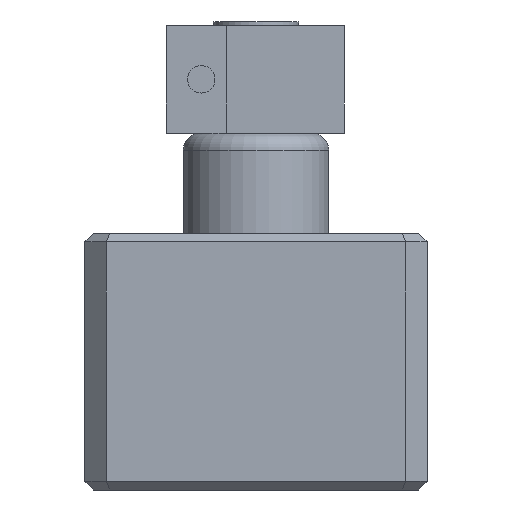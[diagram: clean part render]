
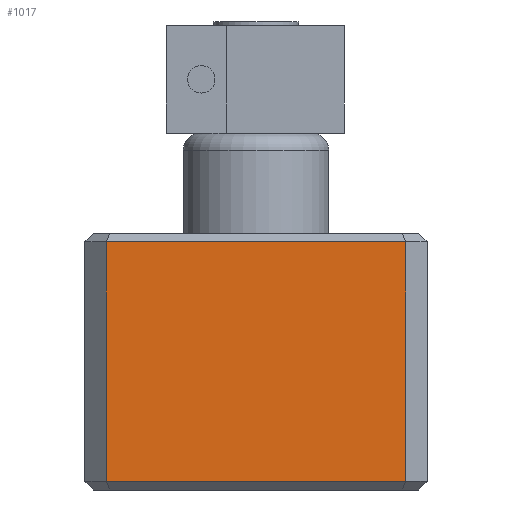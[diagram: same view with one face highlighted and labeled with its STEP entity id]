
A CAD part, front view. The second image highlights one B-rep face of the part: STEP entity #1017.
In plain terms, the highlighted planar face has unit normal (0, -1, 0).
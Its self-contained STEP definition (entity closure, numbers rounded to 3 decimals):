
#927 = EDGE_CURVE ( 'NONE', #928, #1060, #5057, .T. ) ;
#928 = VERTEX_POINT ( 'NONE', #5059 ) ;
#934 = EDGE_CURVE ( 'NONE', #1060, #1082, #5050, .T. ) ;
#1006 = EDGE_LOOP ( 'NONE', ( #1019, #1061, #1084, #1020 ) ) ;
#1017 = ADVANCED_FACE ( 'NONE', ( #5195 ), #5197, .F. ) ;
#1019 = ORIENTED_EDGE ( 'NONE', *, *, #927, .T. ) ;
#1020 = ORIENTED_EDGE ( 'NONE', *, *, #1024, .T. ) ;
#1021 = EDGE_CURVE ( 'NONE', #1081, #1082, #5164, .T. ) ;
#1024 = EDGE_CURVE ( 'NONE', #1081, #928, #5154, .T. ) ;
#1060 = VERTEX_POINT ( 'NONE', #5362 ) ;
#1061 = ORIENTED_EDGE ( 'NONE', *, *, #934, .T. ) ;
#1081 = VERTEX_POINT ( 'NONE', #5310 ) ;
#1082 = VERTEX_POINT ( 'NONE', #5265 ) ;
#1084 = ORIENTED_EDGE ( 'NONE', *, *, #1021, .F. ) ;
#5047 = DIRECTION ( 'NONE',  ( 1., 0., 0. ) ) ;
#5048 = VECTOR ( 'NONE', #5047, 1000. ) ;
#5049 = CARTESIAN_POINT ( 'NONE',  ( 17.5, 0., -14. ) ) ;
#5050 = LINE ( 'NONE', #5049, #5048 ) ;
#5054 = DIRECTION ( 'NONE',  ( 0., 0., -1. ) ) ;
#5055 = VECTOR ( 'NONE', #5054, 1000. ) ;
#5056 = CARTESIAN_POINT ( 'NONE',  ( -17.5, 0., 15. ) ) ;
#5057 = LINE ( 'NONE', #5056, #5055 ) ;
#5059 = CARTESIAN_POINT ( 'NONE',  ( -17.5, 0., 14. ) ) ;
#5134 = DIRECTION ( 'NONE',  ( 0., 0., 1. ) ) ;
#5135 = DIRECTION ( 'NONE',  ( 0., 1., 0. ) ) ;
#5136 = CARTESIAN_POINT ( 'NONE',  ( -17.5, 0., 15. ) ) ;
#5137 = AXIS2_PLACEMENT_3D ( 'NONE', #5136, #5135, #5134 ) ;
#5151 = DIRECTION ( 'NONE',  ( -1., 0., 0. ) ) ;
#5152 = VECTOR ( 'NONE', #5151, 1000. ) ;
#5153 = CARTESIAN_POINT ( 'NONE',  ( -17.5, 0., 14. ) ) ;
#5154 = LINE ( 'NONE', #5153, #5152 ) ;
#5161 = DIRECTION ( 'NONE',  ( 0., 0., -1. ) ) ;
#5162 = VECTOR ( 'NONE', #5161, 1000. ) ;
#5163 = CARTESIAN_POINT ( 'NONE',  ( 17.5, 0., 15. ) ) ;
#5164 = LINE ( 'NONE', #5163, #5162 ) ;
#5195 = FACE_OUTER_BOUND ( 'NONE', #1006, .T. ) ;
#5197 = PLANE ( 'NONE',  #5137 ) ;
#5265 = CARTESIAN_POINT ( 'NONE',  ( 17.5, 0., -14. ) ) ;
#5310 = CARTESIAN_POINT ( 'NONE',  ( 17.5, 0., 14. ) ) ;
#5362 = CARTESIAN_POINT ( 'NONE',  ( -17.5, 0., -14. ) ) ;
